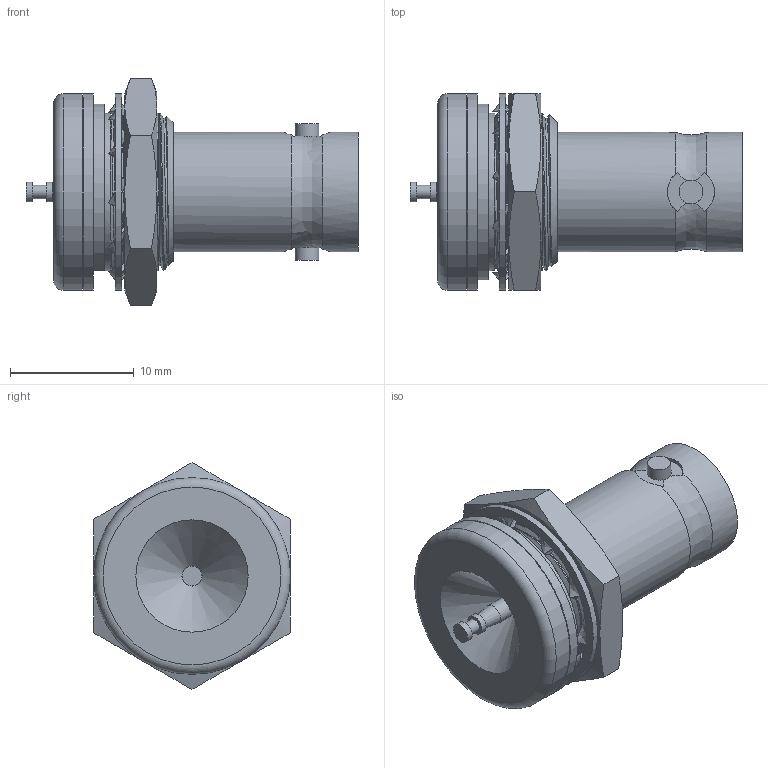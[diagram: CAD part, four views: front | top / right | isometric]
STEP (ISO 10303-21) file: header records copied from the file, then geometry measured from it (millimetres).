
FILE_DESCRIPTION (( 'STEP AP203' ), '1' );
FILE_NAME ('PE4312.step', '2020-02-06T18:27:52', ( '' ), ( '' ), 'SwSTEP 2.0', 'SolidWorks 2018', '' );
FILE_SCHEMA (( 'CONFIG_CONTROL_DESIGN' ));
Length unit declared in the file: inch
Products named in the file (1): PE4312
Bounding box: 26.8 x 15.88 x 18.33 mm (x, y, z)
Volume: 2362.3 mm3; surface area: 2804.1 mm2
Topology: 4 solids, 4 shells, 181 faces, 500 edges, 340 vertices
Faces by surface type: plane 58, bspline 50, cylinder 43, cone 29, torus 1
Full cylindrical faces by diameter (mm): 1.104 x1, 1.295 x1, 1.603 x2, 1.632 x1, 1.918 x2, 2.159 x1, 2.337 x1, 4.724 x1, 7.239 x1, 9.652 x2, 11.176 x1, 11.43 x1, 12.7 x7, 15.021 x1, 15.875 x3
Entity records: 10020 total; most frequent: CARTESIAN_POINT 6064, ORIENTED_EDGE 878, DIRECTION 642, EDGE_CURVE 439, VERTEX_POINT 314, AXIS2_PLACEMENT_3D 256, EDGE_LOOP 221, FACE_OUTER_BOUND 195
